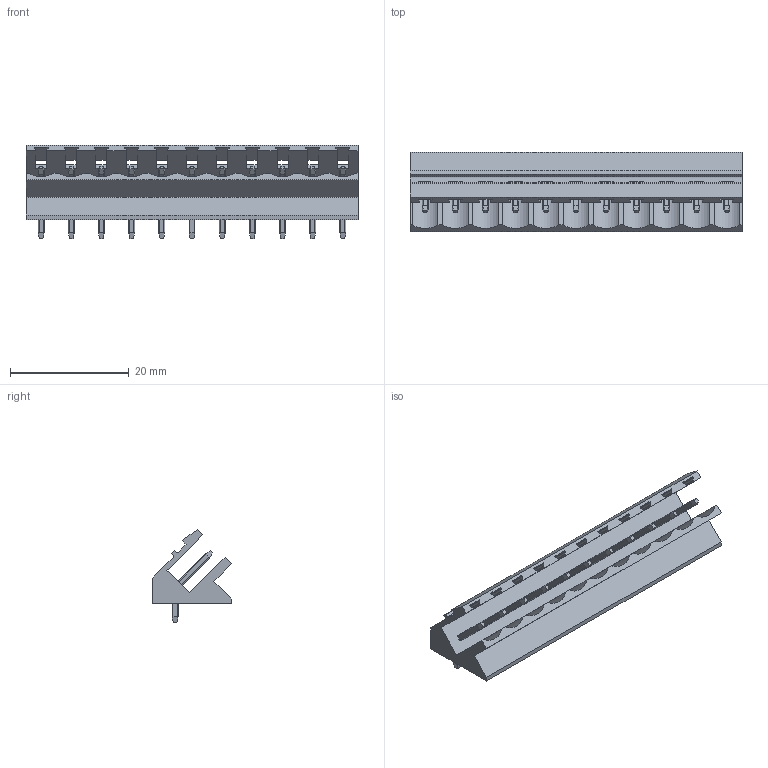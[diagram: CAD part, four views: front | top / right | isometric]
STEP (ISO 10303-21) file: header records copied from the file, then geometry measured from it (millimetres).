
FILE_DESCRIPTION(('CATIA V5 STEP Exchange','CAx-IF Rec.Pracs.--- Model Styling and Organization---1.2---2011-12-15'),'2;1');
FILE_NAME ('D1453155_0_1603150000_1603150000.stp','2018-10-10T08:00:37+00:00',('none'),('Weidmueller'),'CATIA Version 5-6 Release 2014','CATIA V5 STEP AP214','none');
FILE_SCHEMA(('AUTOMOTIVE_DESIGN { 1 0 10303 214 1 1 1 1 }'));
Length unit declared in the file: millimetre
Products named in the file (1): 1603150000
Bounding box: 55.88 x 13.3 x 15.67 mm (x, y, z)
Volume: 3412.8 mm3; surface area: 4580.9 mm2
Topology: 12 solids, 12 shells, 561 faces, 1545 edges, 986 vertices
Faces by surface type: plane 372, cylinder 189
Entity records: 19818 total; most frequent: CARTESIAN_POINT 6782, ORIENTED_EDGE 3090, DIRECTION 2037, EDGE_CURVE 1545, VECTOR 1167, LINE 1167, VERTEX_POINT 986, EDGE_LOOP 583
